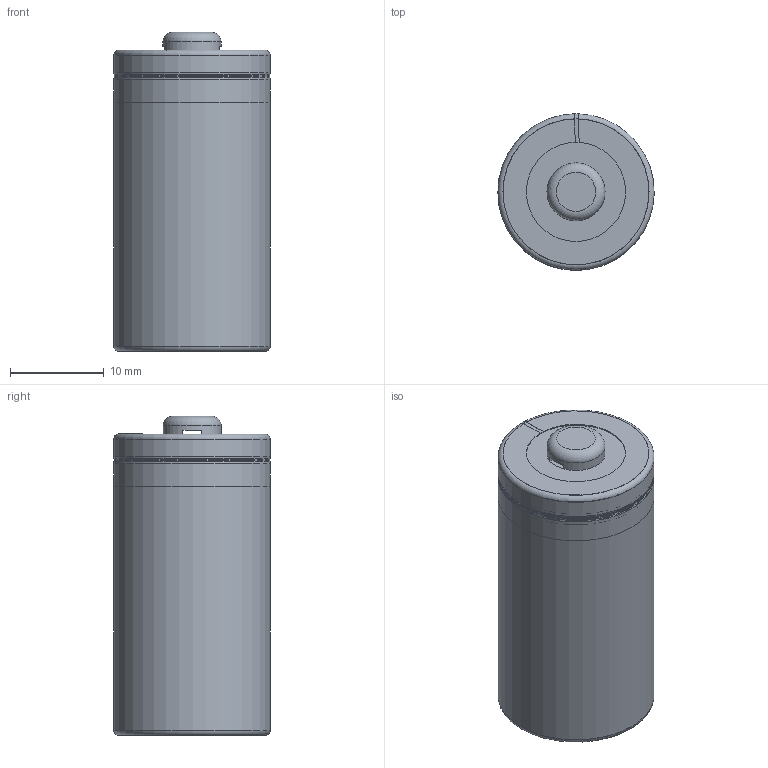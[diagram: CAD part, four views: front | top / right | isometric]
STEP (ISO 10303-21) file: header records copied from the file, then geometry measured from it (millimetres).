
FILE_DESCRIPTION(/* description */ (''),/* implementation_level */ '2;1');
FILE_NAME(/* name */ 'CR123.step',/* time_stamp */ '2022-11-03T17:18:54-07:00',/* author */ (''),/* organization */ (''),/* preprocessor_version */ 'ST-DEVELOPER v19.2',/* originating_system */ 'Autodesk Translation Framework v11.17.0.187',/* authorisation */ '');
FILE_SCHEMA (('AUTOMOTIVE_DESIGN { 1 0 10303 214 3 1 1 }'));
Length unit declared in the file: millimetre
Products named in the file (1): CR123
Bounding box: 16.7 x 16.73 x 34.12 mm (x, y, z)
Volume: 6887 mm3; surface area: 6421 mm2
Topology: 4 solids, 4 shells, 77 faces, 182 edges, 113 vertices
Faces by surface type: plane 33, torus 18, cylinder 14, cone 12
Full cylindrical faces by diameter (mm): 5.2 x1, 6.2 x2, 16.5 x2
Entity records: 2352 total; most frequent: CARTESIAN_POINT 433, DIRECTION 411, ORIENTED_EDGE 364, EDGE_CURVE 182, AXIS2_PLACEMENT_3D 163, VERTEX_POINT 113, LINE 85, VECTOR 85
